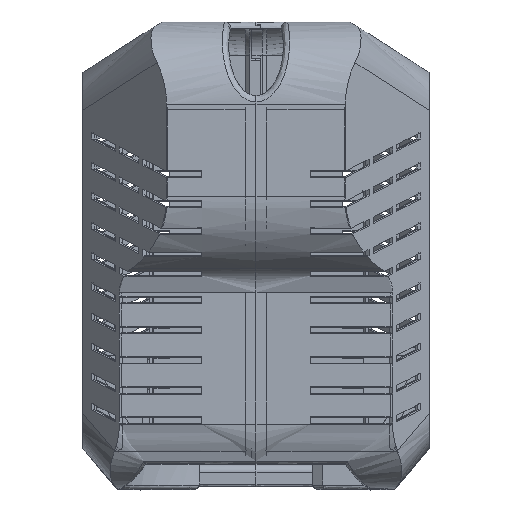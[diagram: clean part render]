
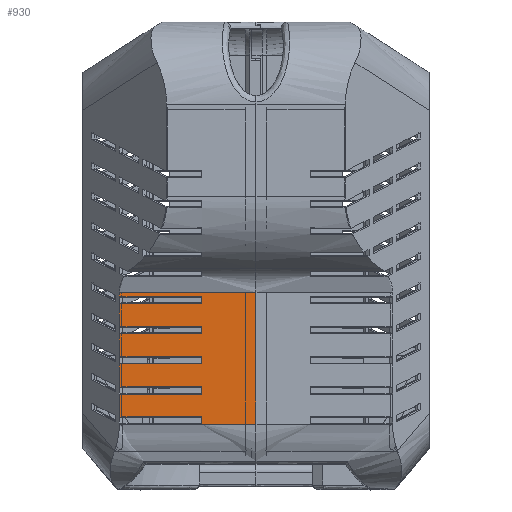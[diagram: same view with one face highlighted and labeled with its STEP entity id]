
A CAD part, top view. The second image highlights one B-rep face of the part: STEP entity #930.
In plain terms, the highlighted planar face has unit normal (0, 0, 1).
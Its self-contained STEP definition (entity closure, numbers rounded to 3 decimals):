
#930=ADVANCED_FACE('',(#2503),#27956,.T.);
#2503=FACE_OUTER_BOUND('',#4155,.T.);
#4155=EDGE_LOOP('',(#9546,#9547,#9548,#9549,#9550,#9551,#9552,#9553,#9554,
#9555,#9556,#9557,#9558,#9559,#9560,#9561,#9562,#9563,#9564,#9565,#9566,
#9567));
#9546=ORIENTED_EDGE('',*,*,#16770,.T.);
#9547=ORIENTED_EDGE('',*,*,#15888,.T.);
#9548=ORIENTED_EDGE('',*,*,#16771,.T.);
#9549=ORIENTED_EDGE('',*,*,#16579,.F.);
#9550=ORIENTED_EDGE('',*,*,#15831,.F.);
#9551=ORIENTED_EDGE('',*,*,#16772,.T.);
#9552=ORIENTED_EDGE('',*,*,#16773,.T.);
#9553=ORIENTED_EDGE('',*,*,#16576,.F.);
#9554=ORIENTED_EDGE('',*,*,#15824,.F.);
#9555=ORIENTED_EDGE('',*,*,#16774,.T.);
#9556=ORIENTED_EDGE('',*,*,#16775,.T.);
#9557=ORIENTED_EDGE('',*,*,#16573,.F.);
#9558=ORIENTED_EDGE('',*,*,#15817,.F.);
#9559=ORIENTED_EDGE('',*,*,#16776,.T.);
#9560=ORIENTED_EDGE('',*,*,#16777,.T.);
#9561=ORIENTED_EDGE('',*,*,#16570,.F.);
#9562=ORIENTED_EDGE('',*,*,#15810,.F.);
#9563=ORIENTED_EDGE('',*,*,#16778,.T.);
#9564=ORIENTED_EDGE('',*,*,#16779,.T.);
#9565=ORIENTED_EDGE('',*,*,#16568,.F.);
#9566=ORIENTED_EDGE('',*,*,#16780,.T.);
#9567=ORIENTED_EDGE('',*,*,#16017,.T.);
#15810=EDGE_CURVE('',#24938,#24954,#21058,.T.);
#15817=EDGE_CURVE('',#24934,#24958,#21065,.T.);
#15824=EDGE_CURVE('',#24930,#24962,#21072,.T.);
#15831=EDGE_CURVE('',#24926,#24966,#21079,.T.);
#15888=EDGE_CURVE('',#24996,#24925,#21129,.T.);
#16017=EDGE_CURVE('',#25129,#25128,#21235,.T.);
#16568=EDGE_CURVE('',#24950,#25474,#21699,.T.);
#16570=EDGE_CURVE('',#24954,#25475,#21701,.T.);
#16573=EDGE_CURVE('',#24958,#25476,#21704,.T.);
#16576=EDGE_CURVE('',#24962,#25477,#21707,.T.);
#16579=EDGE_CURVE('',#24966,#25478,#21710,.T.);
#16770=EDGE_CURVE('',#25128,#24996,#21876,.T.);
#16771=EDGE_CURVE('',#24925,#25478,#21877,.T.);
#16772=EDGE_CURVE('',#24926,#24929,#21878,.T.);
#16773=EDGE_CURVE('',#24929,#25477,#21879,.T.);
#16774=EDGE_CURVE('',#24930,#24933,#21880,.T.);
#16775=EDGE_CURVE('',#24933,#25476,#21881,.T.);
#16776=EDGE_CURVE('',#24934,#24937,#21882,.T.);
#16777=EDGE_CURVE('',#24937,#25475,#21883,.T.);
#16778=EDGE_CURVE('',#24938,#24941,#21884,.T.);
#16779=EDGE_CURVE('',#24941,#25474,#21885,.T.);
#16780=EDGE_CURVE('',#24950,#25129,#21886,.T.);
#21058=B_SPLINE_CURVE_WITH_KNOTS('',1,(#38468,#38469),.UNSPECIFIED.,.F.,
 .F.,(2,2),(-38.067,0.),.UNSPECIFIED.);
#21065=B_SPLINE_CURVE_WITH_KNOTS('',1,(#38482,#38483),.UNSPECIFIED.,.F.,
 .F.,(2,2),(-38.067,0.),.UNSPECIFIED.);
#21072=B_SPLINE_CURVE_WITH_KNOTS('',1,(#38496,#38497),.UNSPECIFIED.,.F.,
 .F.,(2,2),(-38.067,0.),.UNSPECIFIED.);
#21079=B_SPLINE_CURVE_WITH_KNOTS('',1,(#38510,#38511),.UNSPECIFIED.,.F.,
 .F.,(2,2),(-38.067,0.),.UNSPECIFIED.);
#21129=B_SPLINE_CURVE_WITH_KNOTS('',1,(#38631,#38632),.UNSPECIFIED.,.F.,
 .F.,(2,2),(0.,2.25),.UNSPECIFIED.);
#21235=B_SPLINE_CURVE_WITH_KNOTS('',1,(#38912,#38913),.UNSPECIFIED.,.F.,
 .F.,(2,2),(0.,60.806),.UNSPECIFIED.);
#21699=B_SPLINE_CURVE_WITH_KNOTS('',1,(#40304,#40305),.UNSPECIFIED.,.F.,
 .F.,(2,2),(-3.,0.),.UNSPECIFIED.);
#21701=B_SPLINE_CURVE_WITH_KNOTS('',1,(#40308,#40309),.UNSPECIFIED.,.F.,
 .F.,(2,2),(-3.,0.),.UNSPECIFIED.);
#21704=B_SPLINE_CURVE_WITH_KNOTS('',1,(#40314,#40315),.UNSPECIFIED.,.F.,
 .F.,(2,2),(-3.,0.),.UNSPECIFIED.);
#21707=B_SPLINE_CURVE_WITH_KNOTS('',1,(#40320,#40321),.UNSPECIFIED.,.F.,
 .F.,(2,2),(-3.,0.),.UNSPECIFIED.);
#21710=B_SPLINE_CURVE_WITH_KNOTS('',1,(#40326,#40327),.UNSPECIFIED.,.F.,
 .F.,(2,2),(-3.,0.),.UNSPECIFIED.);
#21876=B_SPLINE_CURVE_WITH_KNOTS('',1,(#40774,#40775),.UNSPECIFIED.,.F.,
 .F.,(2,2),(-63.067,0.),.UNSPECIFIED.);
#21877=B_SPLINE_CURVE_WITH_KNOTS('',1,(#40776,#40777),.UNSPECIFIED.,.F.,
 .F.,(2,2),(0.,38.067),.UNSPECIFIED.);
#21878=B_SPLINE_CURVE_WITH_KNOTS('',1,(#40778,#40779),.UNSPECIFIED.,.F.,
 .F.,(2,2),(0.,10.889),.UNSPECIFIED.);
#21879=B_SPLINE_CURVE_WITH_KNOTS('',1,(#40780,#40781),.UNSPECIFIED.,.F.,
 .F.,(2,2),(0.,38.067),.UNSPECIFIED.);
#21880=B_SPLINE_CURVE_WITH_KNOTS('',1,(#40782,#40783),.UNSPECIFIED.,.F.,
 .F.,(2,2),(0.,10.889),.UNSPECIFIED.);
#21881=B_SPLINE_CURVE_WITH_KNOTS('',1,(#40784,#40785),.UNSPECIFIED.,.F.,
 .F.,(2,2),(0.,38.067),.UNSPECIFIED.);
#21882=B_SPLINE_CURVE_WITH_KNOTS('',1,(#40786,#40787),.UNSPECIFIED.,.F.,
 .F.,(2,2),(0.,10.889),.UNSPECIFIED.);
#21883=B_SPLINE_CURVE_WITH_KNOTS('',1,(#40788,#40789),.UNSPECIFIED.,.F.,
 .F.,(2,2),(0.,38.067),.UNSPECIFIED.);
#21884=B_SPLINE_CURVE_WITH_KNOTS('',1,(#40790,#40791),.UNSPECIFIED.,.F.,
 .F.,(2,2),(0.,10.889),.UNSPECIFIED.);
#21885=B_SPLINE_CURVE_WITH_KNOTS('',1,(#40792,#40793),.UNSPECIFIED.,.F.,
 .F.,(2,2),(0.,38.067),.UNSPECIFIED.);
#21886=B_SPLINE_CURVE_WITH_KNOTS('',1,(#40794,#40795),.UNSPECIFIED.,.F.,
 .F.,(2,2),(-25.,0.),.UNSPECIFIED.);
#24925=VERTEX_POINT('',#35240);
#24926=VERTEX_POINT('',#35241);
#24929=VERTEX_POINT('',#35244);
#24930=VERTEX_POINT('',#35245);
#24933=VERTEX_POINT('',#35248);
#24934=VERTEX_POINT('',#35249);
#24937=VERTEX_POINT('',#35252);
#24938=VERTEX_POINT('',#35253);
#24941=VERTEX_POINT('',#35256);
#24950=VERTEX_POINT('',#35265);
#24954=VERTEX_POINT('',#35269);
#24958=VERTEX_POINT('',#35273);
#24962=VERTEX_POINT('',#35277);
#24966=VERTEX_POINT('',#35281);
#24996=VERTEX_POINT('',#35311);
#25128=VERTEX_POINT('',#35443);
#25129=VERTEX_POINT('',#35444);
#25474=VERTEX_POINT('',#35789);
#25475=VERTEX_POINT('',#35790);
#25476=VERTEX_POINT('',#35791);
#25477=VERTEX_POINT('',#35792);
#25478=VERTEX_POINT('',#35793);
#27956=PLANE('',#29273);
#29273=AXIS2_PLACEMENT_3D('',#34010,#30573,$);
#30573=DIRECTION('',(0.,0.,1.));
#34010=CARTESIAN_POINT('',(-0.773,-44.484,173.164));
#35240=CARTESIAN_POINT('',(-70.266,20.272,173.164));
#35241=CARTESIAN_POINT('',(-70.266,17.272,173.164));
#35244=CARTESIAN_POINT('',(-70.266,6.383,173.164));
#35245=CARTESIAN_POINT('',(-70.266,3.383,173.164));
#35248=CARTESIAN_POINT('',(-70.266,-7.506,173.164));
#35249=CARTESIAN_POINT('',(-70.266,-10.506,173.164));
#35252=CARTESIAN_POINT('',(-70.266,-21.395,173.164));
#35253=CARTESIAN_POINT('',(-70.266,-24.395,173.164));
#35256=CARTESIAN_POINT('',(-70.266,-35.284,173.164));
#35265=CARTESIAN_POINT('',(-32.199,-38.284,173.164));
#35269=CARTESIAN_POINT('',(-32.199,-24.395,173.164));
#35273=CARTESIAN_POINT('',(-32.199,-10.506,173.164));
#35277=CARTESIAN_POINT('',(-32.199,3.383,173.164));
#35281=CARTESIAN_POINT('',(-32.199,17.272,173.164));
#35311=CARTESIAN_POINT('',(-70.266,22.522,173.164));
#35443=CARTESIAN_POINT('',(-7.199,22.522,173.164));
#35444=CARTESIAN_POINT('',(-7.199,-38.284,173.164));
#35789=CARTESIAN_POINT('',(-32.199,-35.284,173.164));
#35790=CARTESIAN_POINT('',(-32.199,-21.395,173.164));
#35791=CARTESIAN_POINT('',(-32.199,-7.506,173.164));
#35792=CARTESIAN_POINT('',(-32.199,6.383,173.164));
#35793=CARTESIAN_POINT('',(-32.199,20.272,173.164));
#38468=CARTESIAN_POINT('',(-70.266,-24.395,173.164));
#38469=CARTESIAN_POINT('',(-32.199,-24.395,173.164));
#38482=CARTESIAN_POINT('',(-70.266,-10.506,173.164));
#38483=CARTESIAN_POINT('',(-32.199,-10.506,173.164));
#38496=CARTESIAN_POINT('',(-70.266,3.383,173.164));
#38497=CARTESIAN_POINT('',(-32.199,3.383,173.164));
#38510=CARTESIAN_POINT('',(-70.266,17.272,173.164));
#38511=CARTESIAN_POINT('',(-32.199,17.272,173.164));
#38631=CARTESIAN_POINT('',(-70.266,22.522,173.164));
#38632=CARTESIAN_POINT('',(-70.266,20.272,173.164));
#38912=CARTESIAN_POINT('',(-7.199,-38.284,173.164));
#38913=CARTESIAN_POINT('',(-7.199,22.522,173.164));
#40304=CARTESIAN_POINT('',(-32.199,-38.284,173.164));
#40305=CARTESIAN_POINT('',(-32.199,-35.284,173.164));
#40308=CARTESIAN_POINT('',(-32.199,-24.395,173.164));
#40309=CARTESIAN_POINT('',(-32.199,-21.395,173.164));
#40314=CARTESIAN_POINT('',(-32.199,-10.506,173.164));
#40315=CARTESIAN_POINT('',(-32.199,-7.506,173.164));
#40320=CARTESIAN_POINT('',(-32.199,3.383,173.164));
#40321=CARTESIAN_POINT('',(-32.199,6.383,173.164));
#40326=CARTESIAN_POINT('',(-32.199,17.272,173.164));
#40327=CARTESIAN_POINT('',(-32.199,20.272,173.164));
#40774=CARTESIAN_POINT('',(-7.199,22.522,173.164));
#40775=CARTESIAN_POINT('',(-70.266,22.522,173.164));
#40776=CARTESIAN_POINT('',(-70.266,20.272,173.164));
#40777=CARTESIAN_POINT('',(-32.199,20.272,173.164));
#40778=CARTESIAN_POINT('',(-70.266,17.272,173.164));
#40779=CARTESIAN_POINT('',(-70.266,6.383,173.164));
#40780=CARTESIAN_POINT('',(-70.266,6.383,173.164));
#40781=CARTESIAN_POINT('',(-32.199,6.383,173.164));
#40782=CARTESIAN_POINT('',(-70.266,3.383,173.164));
#40783=CARTESIAN_POINT('',(-70.266,-7.506,173.164));
#40784=CARTESIAN_POINT('',(-70.266,-7.506,173.164));
#40785=CARTESIAN_POINT('',(-32.199,-7.506,173.164));
#40786=CARTESIAN_POINT('',(-70.266,-10.506,173.164));
#40787=CARTESIAN_POINT('',(-70.266,-21.395,173.164));
#40788=CARTESIAN_POINT('',(-70.266,-21.395,173.164));
#40789=CARTESIAN_POINT('',(-32.199,-21.395,173.164));
#40790=CARTESIAN_POINT('',(-70.266,-24.395,173.164));
#40791=CARTESIAN_POINT('',(-70.266,-35.284,173.164));
#40792=CARTESIAN_POINT('',(-70.266,-35.284,173.164));
#40793=CARTESIAN_POINT('',(-32.199,-35.284,173.164));
#40794=CARTESIAN_POINT('',(-32.199,-38.284,173.164));
#40795=CARTESIAN_POINT('',(-7.199,-38.284,173.164));
